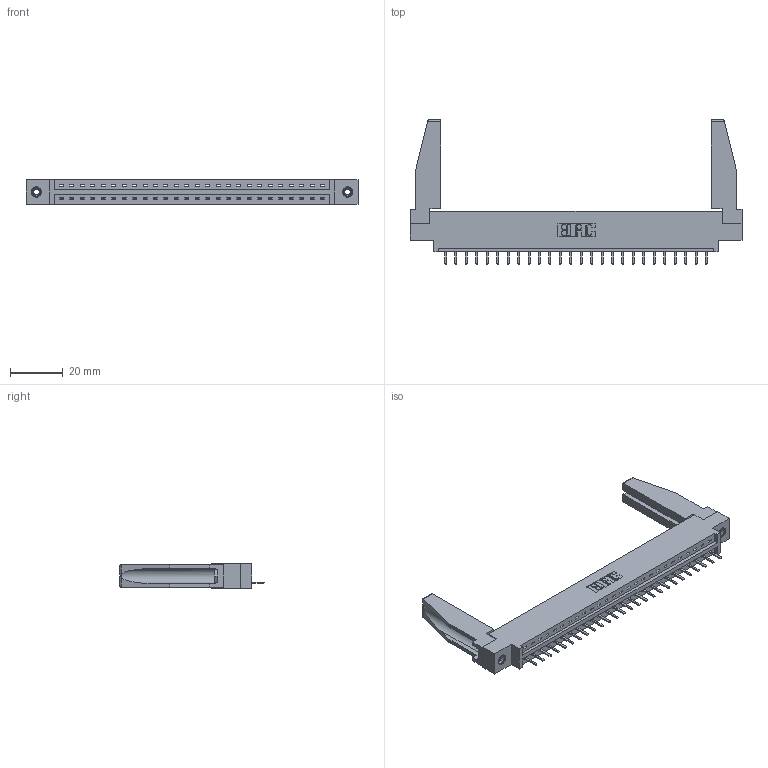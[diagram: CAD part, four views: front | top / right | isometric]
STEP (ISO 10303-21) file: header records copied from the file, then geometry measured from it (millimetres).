
FILE_DESCRIPTION (( 'STEP AP203' ), '1' );
FILE_NAME ('387-026-520-678.STEP', '2019-10-03T12:18:41', ( '' ), ( '' ), 'SwSTEP 2.0', 'SolidWorks 2016', '' );
FILE_SCHEMA (( 'CONFIG_CONTROL_DESIGN' ));
Length unit declared in the file: inch
Products named in the file (5): 307-220-078; 345-292-001_345-293-120; 387-026-520-678; 337 Part_0.170 Offset - 0.156 Dia-TI; 345-250-001_345-250-001-102
Assembly tree (31 placements, depth 2):
  387-026-520-678
    337 Part_0.170 Offset - 0.156 Dia-TI
    345-292-001_345-293-120  x26
    345-250-001_345-250-001-102  x2
    307-220-078  x2
Bounding box: 126.03 x 54.82 x 9.4 mm (x, y, z)
Volume: 16700 mm3; surface area: 16705.8 mm2
Topology: 31 solids, 31 shells, 1964 faces, 5749 edges, 3754 vertices
Faces by surface type: plane 1406, cylinder 542, cone 12, torus 4
Entity records: 24082 total; most frequent: CARTESIAN_POINT 4198, ORIENTED_EDGE 4104, DIRECTION 3564, EDGE_CURVE 2052, LINE 1882, VECTOR 1882, VERTEX_POINT 1360, AXIS2_PLACEMENT_3D 841
